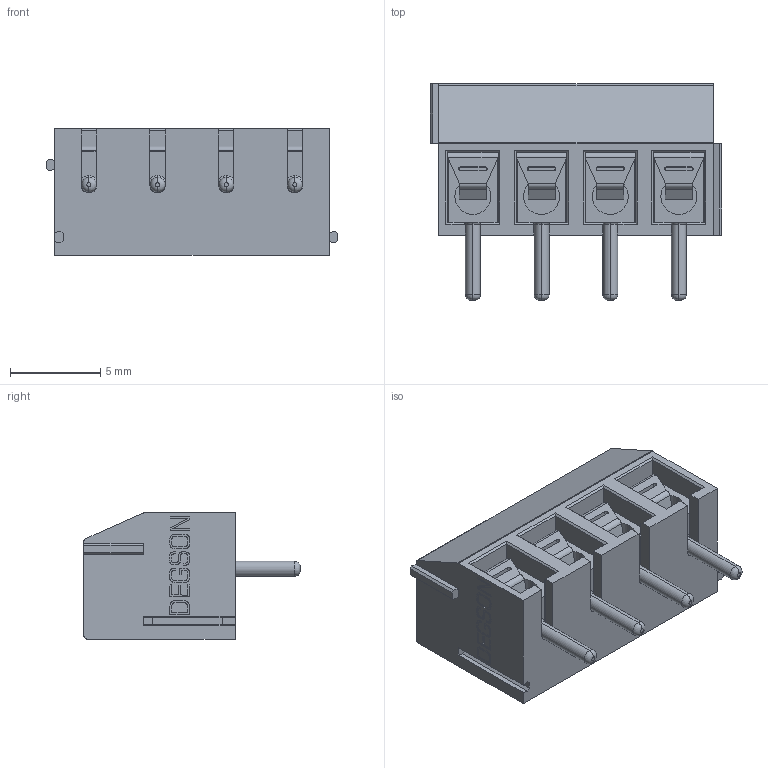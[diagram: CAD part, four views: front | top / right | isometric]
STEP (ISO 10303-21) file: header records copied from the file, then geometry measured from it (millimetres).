
FILE_DESCRIPTION (( 'STEP AP214' ), '1' );
FILE_NAME ('DG340-3.81-04P-12-00AH.STEP', '2017-04-29T16:35:39', ( 'SIG' ), ( '' ), 'SwSTEP 2.0', 'SolidWorks 2014', '' );
FILE_SCHEMA (( 'AUTOMOTIVE_DESIGN' ));
Length unit declared in the file: millimetre
Products named in the file (18): DG340-381-spring; DG340-381-klamper; DG340-381_screw; DG340-381; DG340-3.81-04P-12-00AH
Assembly tree (13 placements, depth 2):
  DG340-381-spring
  DG340-381-klamper
  DG340-381-klamper
  DG340-381-spring
  DG340-381_screw
Bounding box: 16.2 x 12.01 x 7 mm (x, y, z)
Volume: 651.1 mm3; surface area: 1854.7 mm2
Topology: 14 solids, 14 shells, 871 faces, 2262 edges, 1474 vertices
Faces by surface type: plane 530, bspline 152, cylinder 127, torus 40, cone 22
Entity records: 35246 total; most frequent: CARTESIAN_POINT 13747, ORIENTED_EDGE 3600, DIRECTION 2754, EDGE_CURVE 1800, LINE 1306, VECTOR 1306, VERTEX_POINT 1177, EDGE_LOOP 749
